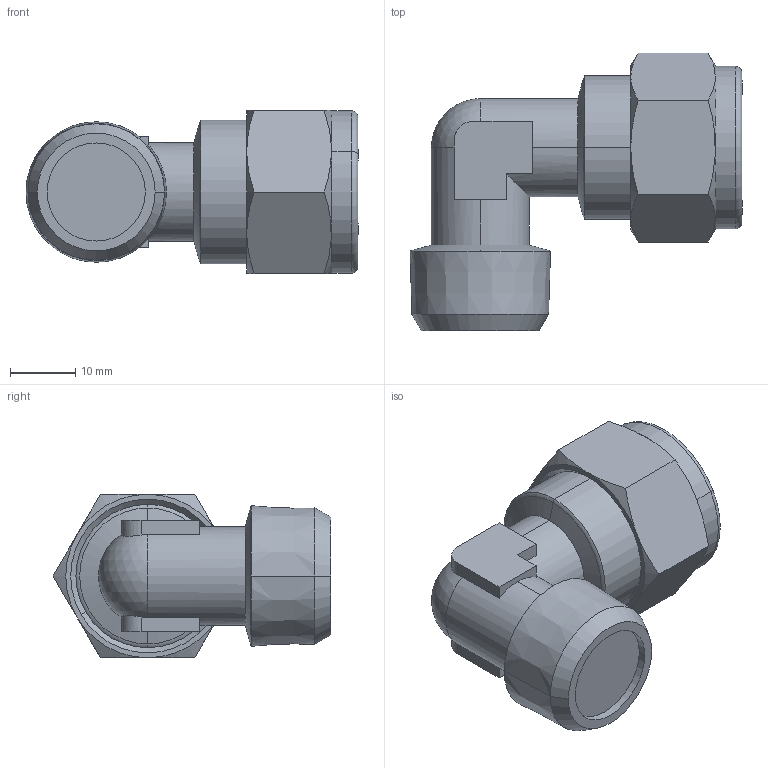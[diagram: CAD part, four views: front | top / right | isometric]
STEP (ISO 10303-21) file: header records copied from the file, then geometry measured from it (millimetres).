
FILE_DESCRIPTION (( 'STEP AP214' ), '1' );
FILE_NAME ('1028000016.step', '2013-02-25T17:14:17', ( '' ), ( '' ), 'SwSTEP 2.0', 'SolidWorks 2012', '' );
FILE_SCHEMA (( 'AUTOMOTIVE_DESIGN' ));
Length unit declared in the file: millimetre
Products named in the file (1): 1028000016
Bounding box: 50.74 x 42.43 x 25 mm (x, y, z)
Volume: 21110.4 mm3; surface area: 5767.2 mm2
Topology: 1 solids, 1 shells, 66 faces, 157 edges, 96 vertices
Faces by surface type: plane 25, cone 20, cylinder 14, torus 6, sphere 1
Entity records: 2065 total; most frequent: CARTESIAN_POINT 497, DIRECTION 336, ORIENTED_EDGE 314, EDGE_CURVE 157, AXIS2_PLACEMENT_3D 135, VERTEX_POINT 96, EDGE_LOOP 69, CIRCLE 68
